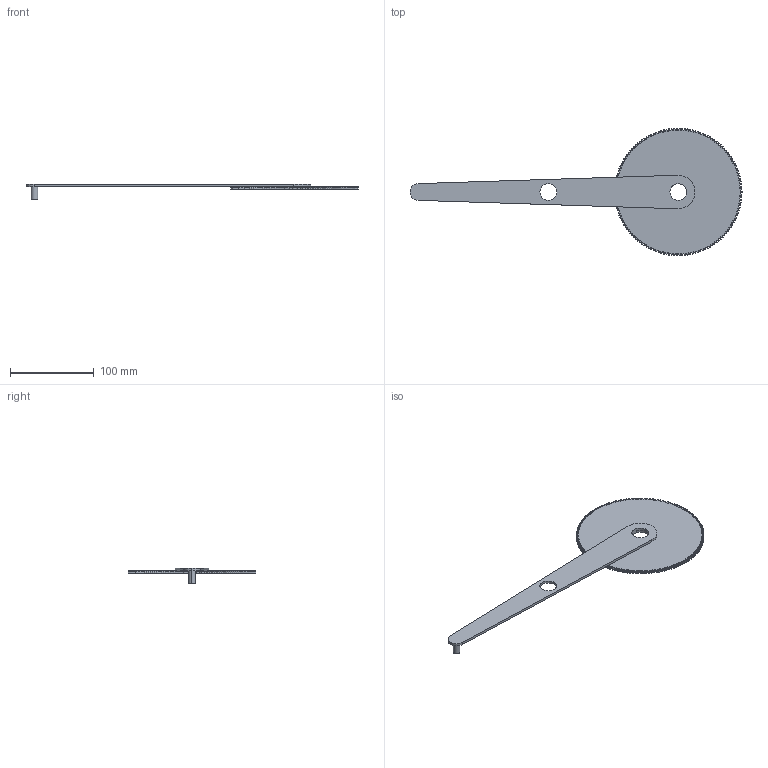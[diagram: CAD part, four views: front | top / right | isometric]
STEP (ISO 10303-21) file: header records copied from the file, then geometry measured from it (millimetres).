
FILE_DESCRIPTION (( 'STEP AP203' ), '1' );
FILE_NAME ('keodai_moi_Default_sldprt.STEP', '2023-11-26T11:59:00', ( '' ), ( '' ), 'SwSTEP 2.0', 'SolidWorks 2019', '' );
FILE_SCHEMA (( 'CONFIG_CONTROL_DESIGN' ));
Length unit declared in the file: millimetre
Products named in the file (1): keodai_moi_Default_sldprt
Bounding box: 396 x 151.98 x 19 mm (x, y, z)
Volume: 81038.3 mm3; surface area: 59468.9 mm2
Topology: 2 solids, 2 shells, 631 faces, 1878 edges, 1252 vertices
Faces by surface type: cylinder 617, plane 14
Entity records: 22035 total; most frequent: DIRECTION 4378, CARTESIAN_POINT 3762, ORIENTED_EDGE 3756, EDGE_CURVE 1878, AXIS2_PLACEMENT_3D 1868, VERTEX_POINT 1252, CIRCLE 1236, VECTOR 642
